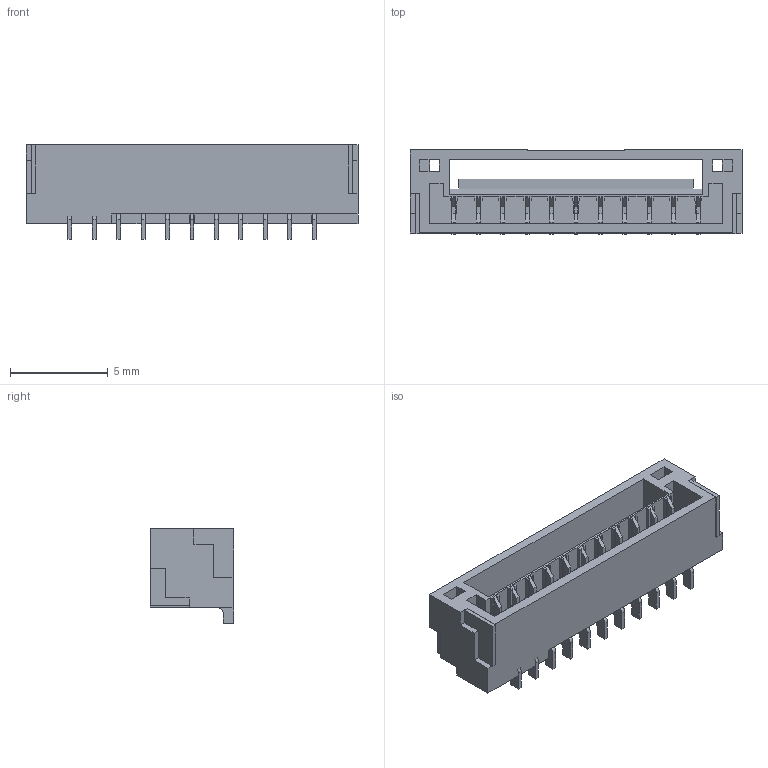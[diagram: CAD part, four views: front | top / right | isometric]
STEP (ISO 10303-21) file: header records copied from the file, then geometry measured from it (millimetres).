
FILE_DESCRIPTION((' '),'2;1');
FILE_NAME( 'SM11B-GHS-TB.stp', '2018-03-28T22:38:49', (' '), ('--- Datakit www.datakit.com---'), ' Datakit CrossCadWare V2017.1 Dec 27 2016', 'DATAKIT 2018 (c)', ' ');
FILE_SCHEMA(('AP203_CONFIGURATION_CONTROLLED_3D_DESIGN_OF_MECHANICAL_PARTS_AND_ASSEMBLIES_MIM_LF { 1 0 10303 403 2 1 2}'));
Length unit declared in the file: millimetre
Products named in the file (1): SM11B-GHS-TB
Bounding box: 17 x 4.3 x 4.85 mm (x, y, z)
Volume: 138.8 mm3; surface area: 747.4 mm2
Topology: 14 solids, 14 shells, 433 faces, 1251 edges, 828 vertices
Faces by surface type: plane 411, cylinder 22
Entity records: 14105 total; most frequent: CARTESIAN_POINT 2513, ORIENTED_EDGE 2502, DIRECTION 2163, EDGE_CURVE 1251, VECTOR 1207, LINE 1207, VERTEX_POINT 828, AXIS2_PLACEMENT_3D 478
